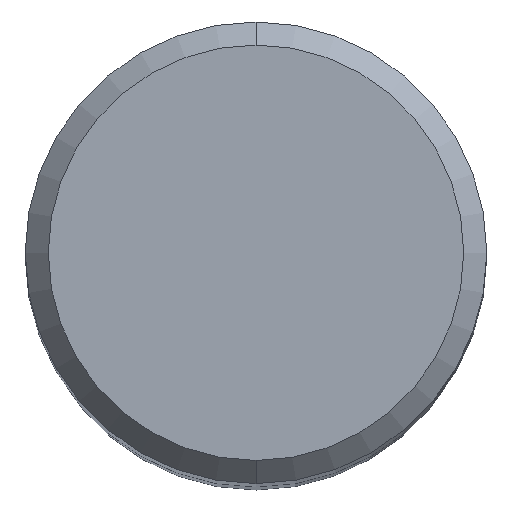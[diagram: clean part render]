
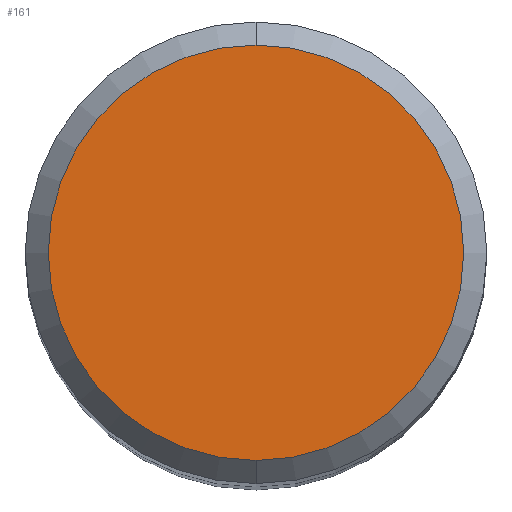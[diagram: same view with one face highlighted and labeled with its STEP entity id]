
A CAD part, top view. The second image highlights one B-rep face of the part: STEP entity #161.
In plain terms, the highlighted planar face has unit normal (0, 0, 1).
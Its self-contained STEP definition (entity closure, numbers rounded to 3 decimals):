
#145=EDGE_CURVE('',#215,#195,#303,.T.);
#161=ADVANCED_FACE('',(#321),#322,.T.);
#195=VERTEX_POINT('',#358);
#215=VERTEX_POINT('',#381);
#227=EDGE_CURVE('',#195,#215,#395,.T.);
#303=CIRCLE('',#476,4.5);
#321=FACE_OUTER_BOUND('',#497,.T.);
#322=PLANE('',#498);
#358=CARTESIAN_POINT('',(0.0,4.5,0.));
#381=CARTESIAN_POINT('',(0.,-4.5,0.));
#395=CIRCLE('',#597,4.5);
#476=AXIS2_PLACEMENT_3D('',#675,#676,#677);
#497=EDGE_LOOP('',(#697,#698));
#498=AXIS2_PLACEMENT_3D('',#699,#700,#701);
#597=AXIS2_PLACEMENT_3D('',#790,#791,#792);
#675=CARTESIAN_POINT('',(0.0,0.0,0.));
#676=DIRECTION('',(0.0,0.0,-1.0));
#677=DIRECTION('',(0.0,1.0,0.0));
#697=ORIENTED_EDGE('',*,*,#227,.F.);
#698=ORIENTED_EDGE('',*,*,#145,.F.);
#699=CARTESIAN_POINT('',(0.0,2.25,0.));
#700=DIRECTION('',(-0.0,0.0,1.0));
#701=DIRECTION('',(0.0,-1.0,0.0));
#790=CARTESIAN_POINT('',(0.0,0.0,0.));
#791=DIRECTION('',(0.0,0.0,-1.0));
#792=DIRECTION('',(0.0,1.0,0.0));
